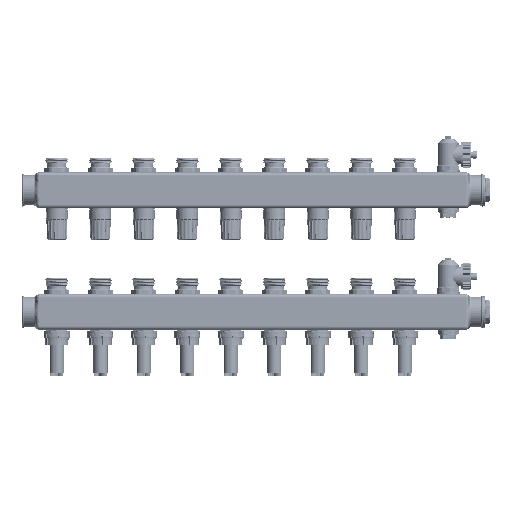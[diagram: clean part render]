
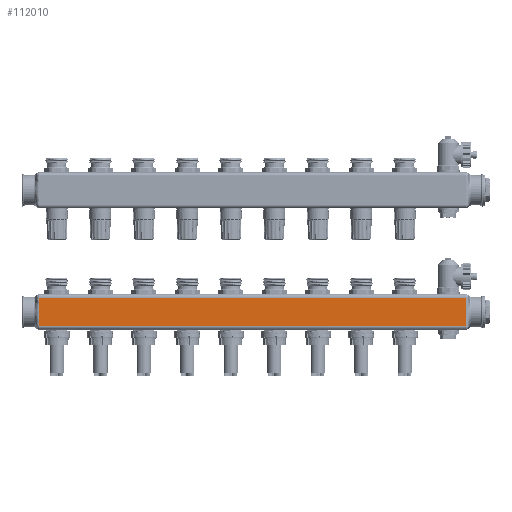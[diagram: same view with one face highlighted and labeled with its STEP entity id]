
A CAD part, front view. The second image highlights one B-rep face of the part: STEP entity #112010.
In plain terms, the highlighted planar face has unit normal (0, -1, 0).
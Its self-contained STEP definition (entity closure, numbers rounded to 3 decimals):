
#106818=CARTESIAN_POINT('',(19.869,-20.,
16.5));
#106977=CARTESIAN_POINT('',(19.869,-20.,
16.5));
#106978=CARTESIAN_POINT('',(19.802,-20.,
14.939));
#106979=CARTESIAN_POINT('',(19.643,-20.,
11.982));
#106980=CARTESIAN_POINT('',(19.389,-20.,
8.076));
#106981=CARTESIAN_POINT('',(19.234,-20.,
4.599));
#106982=CARTESIAN_POINT('',(19.175,-20.,
1.467));
#106983=CARTESIAN_POINT('',(19.176,-20.,
-1.61));
#106984=CARTESIAN_POINT('',(19.239,-20.,
-4.766));
#106985=CARTESIAN_POINT('',(19.396,-20.,
-8.184));
#106986=CARTESIAN_POINT('',(19.646,-20.,
-12.046));
#106987=CARTESIAN_POINT('',(19.803,-20.,
-14.961));
#106988=CARTESIAN_POINT('',(19.869,-20.,
-16.5));
#106990=CARTESIAN_POINT('',(19.869,-20.,
-16.5));
#106996=CARTESIAN_POINT('',(510.131,-20.,16.5));
#106997=CARTESIAN_POINT('',(510.131,-20.,16.5));
#106998=CARTESIAN_POINT('',(510.165,-20.,
15.699));
#106999=CARTESIAN_POINT('',(510.238,-20.,
14.182));
#107000=CARTESIAN_POINT('',(510.361,-20.,
12.028));
#107001=CARTESIAN_POINT('',(510.482,-20.,
10.064));
#107002=CARTESIAN_POINT('',(510.595,-20.,
8.183));
#107003=CARTESIAN_POINT('',(510.692,-20.,6.303));
#107004=CARTESIAN_POINT('',(510.763,-20.,4.408));
#107005=CARTESIAN_POINT('',(510.805,-20.,2.538));
#107006=CARTESIAN_POINT('',(510.824,-20.,0.698));
#107007=CARTESIAN_POINT('',(510.822,-20.,-1.151));
#107008=CARTESIAN_POINT('',(510.797,-20.,-3.043));
#107009=CARTESIAN_POINT('',(510.745,-20.,-4.946));
#107010=CARTESIAN_POINT('',(510.669,-20.,-6.772));
#107011=CARTESIAN_POINT('',(510.579,-20.,-8.46));
#107012=CARTESIAN_POINT('',(510.484,-20.,-10.032));
#107013=CARTESIAN_POINT('',(510.389,-20.,-11.563));
#107014=CARTESIAN_POINT('',(510.297,-20.,-13.125));
#107015=CARTESIAN_POINT('',(510.209,-20.,-14.774));
#107016=CARTESIAN_POINT('',(510.157,-20.,-15.908));
#107017=CARTESIAN_POINT('',(510.131,-20.,-16.5));
#107019=DIRECTION('',(-1.,0.,0.));
#107020=VECTOR('',#107019,490.263);
#107021=CARTESIAN_POINT('',(510.131,-20.,
-16.5));
#107022=LINE('',#107021,#107020);
#108168=DIRECTION('',(-1.,0.,0.));
#108169=VECTOR('',#108168,490.263);
#108170=CARTESIAN_POINT('',(510.131,-20.,
16.5));
#108171=LINE('',#108170,#108169);
#110399=VERTEX_POINT('',#106818);
#110414=VERTEX_POINT('',#106990);
#110416=VERTEX_POINT('',#106996);
#110417=VERTEX_POINT('',#107017);
#111996=CARTESIAN_POINT('',(265.,-20.,0.));
#111997=DIRECTION('',(0.,1.,0.));
#111998=DIRECTION('',(1.,0.,0.));
#111999=AXIS2_PLACEMENT_3D('',#111996,#111997,#111998);
#112000=PLANE('',#111999);
#112002=ORIENTED_EDGE('',*,*,#112001,.T.);
#112004=ORIENTED_EDGE('',*,*,#112003,.T.);
#112005=ORIENTED_EDGE('',*,*,#111990,.F.);
#112007=ORIENTED_EDGE('',*,*,#112006,.F.);
#112008=EDGE_LOOP('',(#112002,#112004,#112005,#112007));
#112009=FACE_OUTER_BOUND('',#112008,.F.);
#112010=ADVANCED_FACE('',(#112009),#112000,.F.);
#106989=B_SPLINE_CURVE_WITH_KNOTS('',3,(#106977,#106978,#106979,#106980,#106981,
#106982,#106983,#106984,#106985,#106986,#106987,#106988),.UNSPECIFIED.,.F.,.F.,(
4,1,1,1,1,1,1,1,1,4),(0.,0.111,0.222,
0.333,0.444,0.556,0.667,
0.778,0.889,1.),.UNSPECIFIED.);
#107018=B_SPLINE_CURVE_WITH_KNOTS('',3,(#106996,#106997,#106998,#106999,#107000,
#107001,#107002,#107003,#107004,#107005,#107006,#107007,#107008,#107009,#107010,
#107011,#107012,#107013,#107014,#107015,#107016,#107017),.UNSPECIFIED.,.F.,.F.,(
4,1,1,1,1,1,1,1,1,1,1,1,1,1,1,1,1,1,1,4),(0.,0.,
0.072,0.137,0.195,0.251,
0.309,0.367,0.424,0.479,
0.534,0.592,0.65,0.707,
0.758,0.805,0.851,0.898,
0.947,1.),.UNSPECIFIED.);
#111990=EDGE_CURVE('',#110399,#110414,#106989,.T.);
#112001=EDGE_CURVE('',#110416,#110417,#107018,.T.);
#112003=EDGE_CURVE('',#110417,#110414,#107022,.T.);
#112006=EDGE_CURVE('',#110416,#110399,#108171,.T.);
